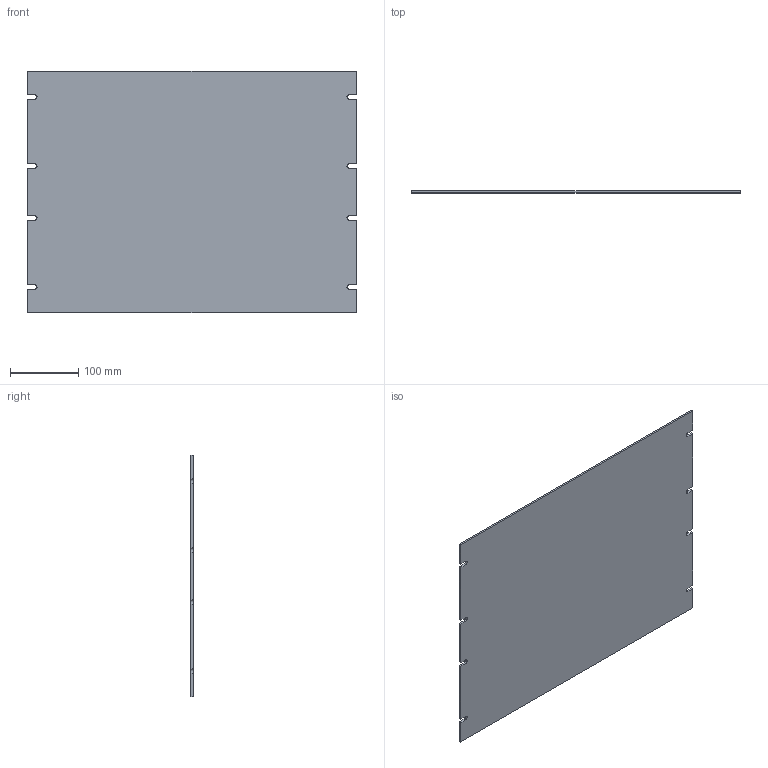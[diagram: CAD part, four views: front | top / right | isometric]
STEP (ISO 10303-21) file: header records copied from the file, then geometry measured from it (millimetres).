
FILE_DESCRIPTION (( 'STEP AP203' ), '1' );
FILE_NAME ('PBPA19014UNF.step', '2020-11-11T17:34:19', ( 'ADC123' ), ( 'Microsoft' ), 'SwSTEP 2.0', 'SolidWorks 2019', '' );
FILE_SCHEMA (( 'CONFIG_CONTROL_DESIGN' ));
Length unit declared in the file: inch
Products named in the file (1): PBPA19014UNF
Bounding box: 482.6 x 3.17 x 354.79 mm (x, y, z)
Volume: 541558 mm3; surface area: 347072.5 mm2
Topology: 1 solids, 1 shells, 38 faces, 108 edges, 72 vertices
Faces by surface type: plane 30, cylinder 8
Entity records: 1307 total; most frequent: CARTESIAN_POINT 219, ORIENTED_EDGE 216, DIRECTION 202, EDGE_CURVE 108, LINE 92, VECTOR 92, VERTEX_POINT 72, AXIS2_PLACEMENT_3D 55
